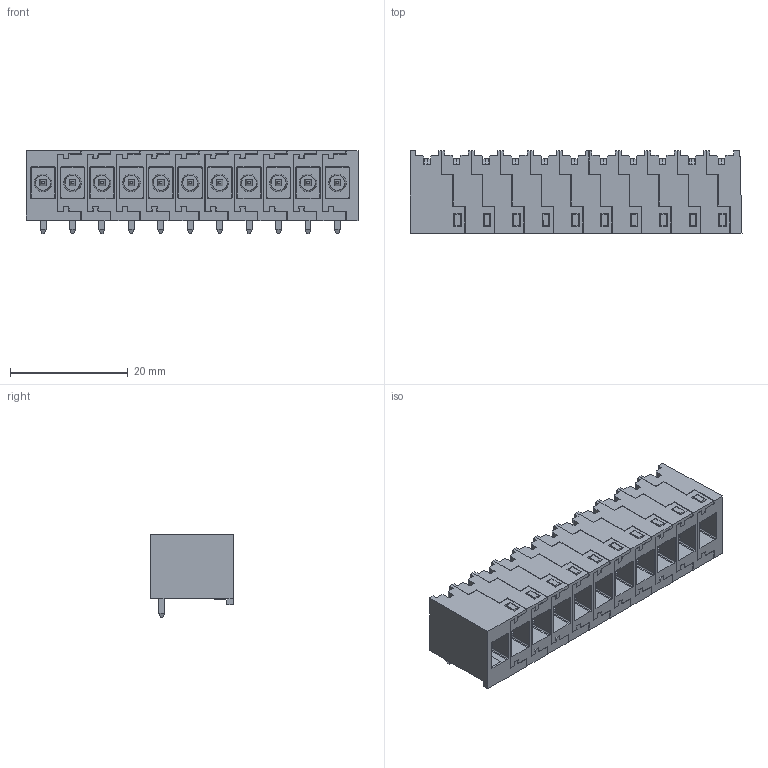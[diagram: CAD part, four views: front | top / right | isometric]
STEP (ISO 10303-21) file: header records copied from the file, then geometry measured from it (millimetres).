
FILE_DESCRIPTION(('CATIA V5 STEP Exchange','CAx-IF Rec.Pracs.--- Model Styling and Organization---1.4--- 2014-01-23'),'2;1');
FILE_NAME ('1328621-1_0_8000072514_8000072514.stp','2021-04-07T10:26:32+00:00',('none'),('Weidmueller'),'CATIA Version 5-6 Release 2016 SP3 HF44','CATIA V5 STEP AP214','none');
FILE_SCHEMA(('AUTOMOTIVE_DESIGN { 1 0 10303 214 1 1 1 1 }'));
Length unit declared in the file: millimetre
Products named in the file (1): 8000072514
Bounding box: 56.4 x 14.02 x 14.18 mm (x, y, z)
Volume: 5966.4 mm3; surface area: 11709.7 mm2
Topology: 22 solids, 22 shells, 1221 faces, 3357 edges, 2201 vertices
Faces by surface type: plane 1089, cylinder 66, revolution 44, cone 22
Entity records: 37394 total; most frequent: CARTESIAN_POINT 7983, ORIENTED_EDGE 6714, DIRECTION 4388, EDGE_CURVE 3357, VECTOR 3082, LINE 3082, VERTEX_POINT 2201, EDGE_LOOP 1304
